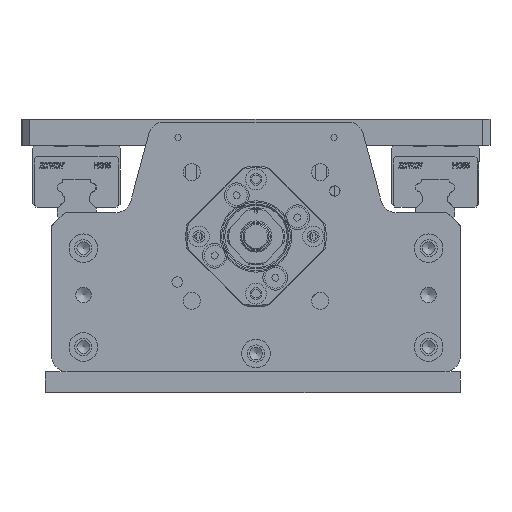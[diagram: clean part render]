
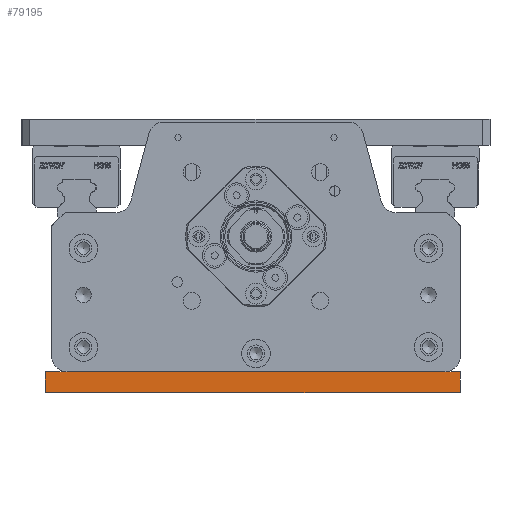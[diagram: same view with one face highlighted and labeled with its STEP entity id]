
A CAD part, front view. The second image highlights one B-rep face of the part: STEP entity #79195.
In plain terms, the highlighted planar face has unit normal (0, -1, 0).
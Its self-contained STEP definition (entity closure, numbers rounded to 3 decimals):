
#79017=CARTESIAN_POINT('',(37.994,-65.,34.532));
#79018=VERTEX_POINT('',#79017);
#79033=CARTESIAN_POINT('',(29.594,-65.,34.532));
#79034=VERTEX_POINT('',#79033);
#79041=CARTESIAN_POINT('',(29.594,-65.,34.532));
#79042=DIRECTION('',(1.0,0.0,0.0));
#79043=VECTOR('',#79042,8.4);
#79044=LINE('',#79041,#79043);
#79045=EDGE_CURVE('',#79034,#79018,#79044,.T.);
#79055=CARTESIAN_POINT('',(183.194,-65.,34.532));
#79056=VERTEX_POINT('',#79055);
#79063=CARTESIAN_POINT('',(189.194,-65.,34.532));
#79064=VERTEX_POINT('',#79063);
#79065=CARTESIAN_POINT('',(183.194,-65.,34.532));
#79066=DIRECTION('',(1.0,0.0,0.0));
#79067=VECTOR('',#79066,6.0);
#79068=LINE('',#79065,#79067);
#79069=EDGE_CURVE('',#79056,#79064,#79068,.T.);
#79101=CARTESIAN_POINT('',(29.594,-65.,26.532));
#79102=VERTEX_POINT('',#79101);
#79109=CARTESIAN_POINT('',(29.594,-65.,34.532));
#79110=DIRECTION('',(0.0,0.0,-1.0));
#79111=VECTOR('',#79110,8.);
#79112=LINE('',#79109,#79111);
#79113=EDGE_CURVE('',#79034,#79102,#79112,.T.);
#79132=CARTESIAN_POINT('',(189.194,-65.,26.532));
#79133=VERTEX_POINT('',#79132);
#79140=CARTESIAN_POINT('',(29.594,-65.,26.532));
#79141=DIRECTION('',(1.0,0.0,0.0));
#79142=VECTOR('',#79141,159.6);
#79143=LINE('',#79140,#79142);
#79144=EDGE_CURVE('',#79102,#79133,#79143,.T.);
#79172=CARTESIAN_POINT('',(24.194,-65.,24.532));
#79173=DIRECTION('',(0.0,-1.0,0.0));
#79174=DIRECTION('',(1.0,0.0,0.0));
#79175=AXIS2_PLACEMENT_3D('',#79172,#79173,#79174);
#79176=PLANE('',#79175);
#79177=ORIENTED_EDGE('',*,*,#79113,.T.);
#79178=ORIENTED_EDGE('',*,*,#79144,.T.);
#79179=CARTESIAN_POINT('',(189.194,-65.,26.532));
#79180=DIRECTION('',(0.0,0.0,1.0));
#79181=VECTOR('',#79180,8.0);
#79182=LINE('',#79179,#79181);
#79183=EDGE_CURVE('',#79133,#79064,#79182,.T.);
#79184=ORIENTED_EDGE('',*,*,#79183,.T.);
#79185=ORIENTED_EDGE('',*,*,#79069,.F.);
#79186=CARTESIAN_POINT('',(37.994,-65.,34.532));
#79187=DIRECTION('',(1.0,0.0,0.0));
#79188=VECTOR('',#79187,145.2);
#79189=LINE('',#79186,#79188);
#79190=EDGE_CURVE('',#79018,#79056,#79189,.T.);
#79191=ORIENTED_EDGE('',*,*,#79190,.F.);
#79192=ORIENTED_EDGE('',*,*,#79045,.F.);
#79193=EDGE_LOOP('',(#79177,#79178,#79184,#79185,#79191,#79192));
#79194=FACE_OUTER_BOUND('',#79193,.T.);
#79195=ADVANCED_FACE('',(#79194),#79176,.T.);
